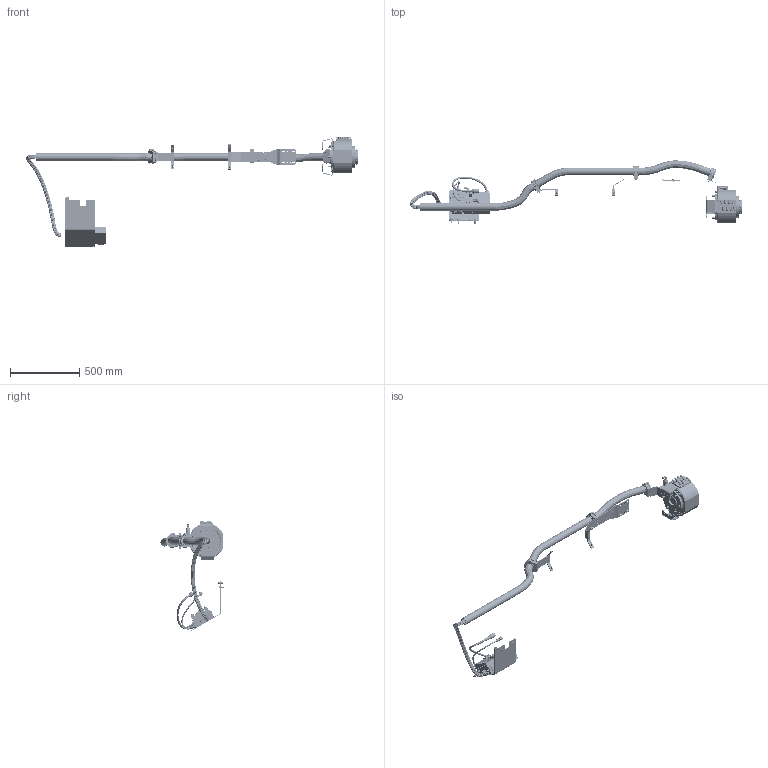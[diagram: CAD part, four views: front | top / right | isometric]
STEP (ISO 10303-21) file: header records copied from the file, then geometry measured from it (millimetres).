
FILE_DESCRIPTION (( 'STEP AP203' ), '1' );
FILE_NAME ('TS152L-602 IRB6700-150_320.STEP', '2020-04-27T05:42:25', ( '' ), ( '' ), 'SwSTEP 2.0', 'SolidWorks 2019', '' );
FILE_SCHEMA (( 'CONFIG_CONTROL_DESIGN' ));
Products named in the file (1): TS152L-602 IRB6700-150_320
Bounding box: 2399.07 x 456.31 x 800.34 mm (x, y, z)
Volume: 14192162.9 mm3; surface area: 2718852.1 mm2
Topology: 238 solids, 238 shells, 10136 faces, 25203 edges, 16312 vertices
Faces by surface type: plane 4553, cylinder 2980, bspline 1681, cone 534, torus 318, sphere 70
Entity records: 437226 total; most frequent: CARTESIAN_POINT 203652, ORIENTED_EDGE 50130, DIRECTION 44604, EDGE_CURVE 25065, VERTEX_POINT 16258, AXIS2_PLACEMENT_3D 15581, VECTOR 13442, LINE 13442
